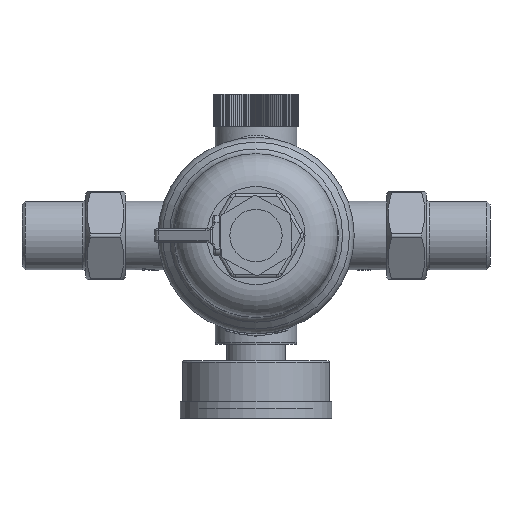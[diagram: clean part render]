
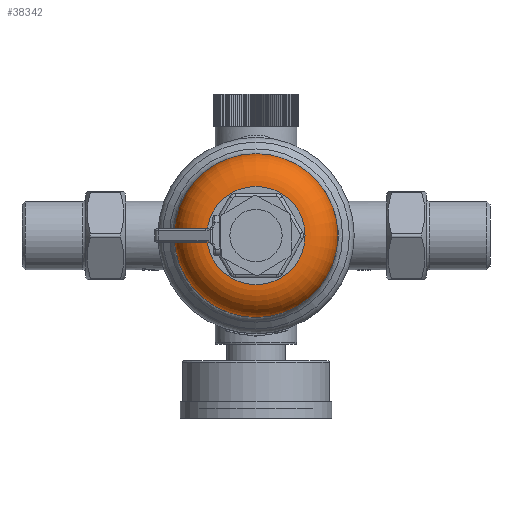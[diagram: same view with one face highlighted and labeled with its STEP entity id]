
A CAD part, front view. The second image highlights one B-rep face of the part: STEP entity #38342.
In plain terms, the highlighted toroidal (fillet/blend) face has major radius 15 mm and minor radius 10 mm.
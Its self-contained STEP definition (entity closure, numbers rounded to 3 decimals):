
#90=TOROIDAL_SURFACE('',#41273,15.,10.);
#3707=FACE_OUTER_BOUND('',#5955,.T.);
#5955=EDGE_LOOP('',(#30197,#30198,#30199,#30200,#30201));
#15089=CIRCLE('',#39836,25.);
#15093=CIRCLE('',#39840,25.);
#15793=CIRCLE('',#41274,15.);
#15794=CIRCLE('',#41275,10.);
#16405=VERTEX_POINT('',#55526);
#16406=VERTEX_POINT('',#55527);
#17938=VERTEX_POINT('',#64266);
#19799=EDGE_CURVE('',#16405,#16406,#15089,.T.);
#19807=EDGE_CURVE('',#16406,#16405,#15093,.T.);
#22169=EDGE_CURVE('',#17938,#17938,#15793,.T.);
#22170=EDGE_CURVE('',#17938,#16406,#15794,.T.);
#30197=ORIENTED_EDGE('',*,*,#22169,.T.);
#30198=ORIENTED_EDGE('',*,*,#22170,.T.);
#30199=ORIENTED_EDGE('',*,*,#19807,.T.);
#30200=ORIENTED_EDGE('',*,*,#19799,.T.);
#30201=ORIENTED_EDGE('',*,*,#22170,.F.);
#38342=ADVANCED_FACE('',(#3707),#90,.T.);
#39836=AXIS2_PLACEMENT_3D('',#55528,#43550,#43551);
#39840=AXIS2_PLACEMENT_3D('',#55540,#43562,#43563);
#41273=AXIS2_PLACEMENT_3D('',#64265,#47818,#47819);
#41274=AXIS2_PLACEMENT_3D('',#64267,#47820,#47821);
#41275=AXIS2_PLACEMENT_3D('',#64268,#47822,#47823);
#43550=DIRECTION('center_axis',(0.,-1.,0.));
#43551=DIRECTION('ref_axis',(-1.,0.,0.));
#43562=DIRECTION('center_axis',(0.,-1.,0.));
#43563=DIRECTION('ref_axis',(-1.,0.,0.));
#47818=DIRECTION('center_axis',(0.,-1.,0.));
#47819=DIRECTION('ref_axis',(0.,0.,-1.));
#47820=DIRECTION('center_axis',(0.,1.,0.));
#47821=DIRECTION('ref_axis',(-1.,0.,0.));
#47822=DIRECTION('center_axis',(-1.,0.,0.));
#47823=DIRECTION('ref_axis',(0.,0.,1.));
#55526=CARTESIAN_POINT('',(-25.,-107.7,0.));
#55527=CARTESIAN_POINT('',(0.,-107.7,25.));
#55528=CARTESIAN_POINT('Origin',(0.,-107.7,0.));
#55540=CARTESIAN_POINT('Origin',(0.,-107.7,0.));
#64265=CARTESIAN_POINT('Origin',(0.,-107.7,0.));
#64266=CARTESIAN_POINT('',(0.,-117.7,15.));
#64267=CARTESIAN_POINT('Origin',(0.,-117.7,0.));
#64268=CARTESIAN_POINT('Origin',(0.,-107.7,15.));
